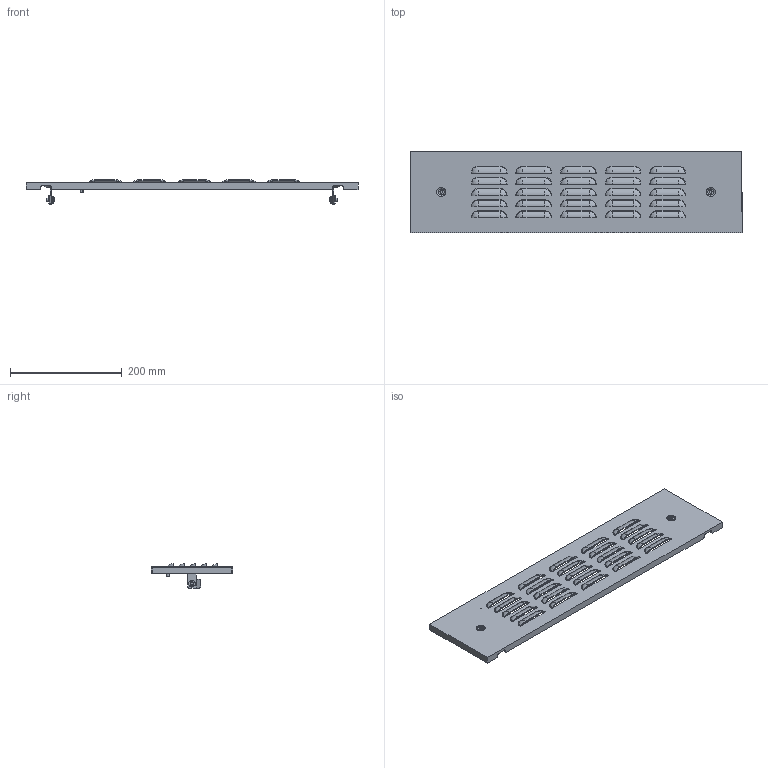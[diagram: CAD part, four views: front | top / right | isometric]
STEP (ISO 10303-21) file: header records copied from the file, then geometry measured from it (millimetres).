
FILE_DESCRIPTION (( 'STEP AP203' ), '1' );
FILE_NAME ('FO-00-PWSV-015-060 FORMAT Ôàëüø-ïàíåëü âíåøíÿÿ ãëóõàÿ 150õ600 IEK.STEP', '2025-01-20T14:10:03', ( '' ), ( '' ), 'SwSTEP 2.0', 'SolidWorks 2022', '' );
FILE_SCHEMA (( 'CONFIG_CONTROL_DESIGN' ));
Length unit declared in the file: millimetre
Products named in the file (1): FO-00-PWSV-015-060 FORMAT Фальш-панель внешняя глухая 150х600 IEK
Bounding box: 595 x 146 x 43.5 mm (x, y, z)
Volume: 286789.3 mm3; surface area: 233272.4 mm2
Topology: 1 solids, 6 shells, 830 faces, 2090 edges, 1285 vertices
Faces by surface type: plane 309, cylinder 267, torus 120, sphere 100, cone 34
Entity records: 25269 total; most frequent: DIRECTION 4828, CARTESIAN_POINT 4328, ORIENTED_EDGE 4176, EDGE_CURVE 2088, AXIS2_PLACEMENT_3D 1925, VERTEX_POINT 1285, CIRCLE 1094, LINE 978
